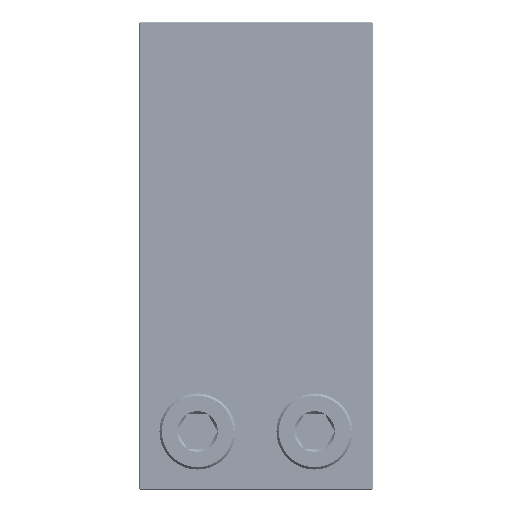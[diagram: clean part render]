
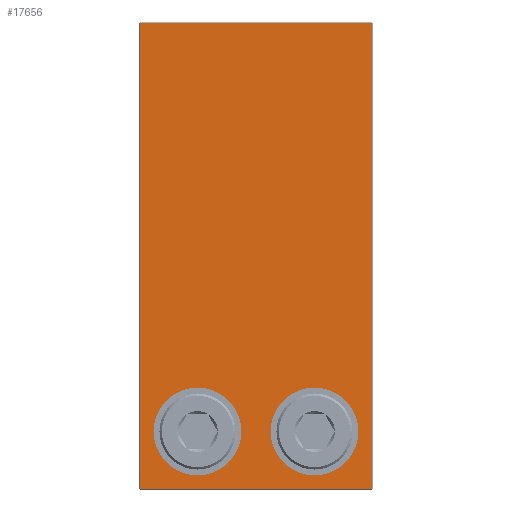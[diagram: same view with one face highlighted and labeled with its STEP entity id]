
A CAD part, left-side view. The second image highlights one B-rep face of the part: STEP entity #17656.
In plain terms, the highlighted planar face has unit normal (-1, 0, 0).
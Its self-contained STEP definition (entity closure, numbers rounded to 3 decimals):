
#115=FACE_BOUND('',#2104,.T.);
#116=FACE_BOUND('',#2105,.T.);
#202=PLANE('',#18747);
#1121=FACE_OUTER_BOUND('',#2103,.T.);
#2103=EDGE_LOOP('',(#15478,#15479,#15480,#15481));
#2104=EDGE_LOOP('',(#15482));
#2105=EDGE_LOOP('',(#15483));
#2264=CIRCLE('',#18591,4.);
#2265=CIRCLE('',#18595,4.);
#4829=LINE('',#72939,#5780);
#4842=LINE('',#72966,#5793);
#4847=LINE('',#72976,#5798);
#4849=LINE('',#72979,#5800);
#5780=VECTOR('',#21559,10.);
#5793=VECTOR('',#21592,10.);
#5798=VECTOR('',#21607,10.);
#5800=VECTOR('',#21611,10.);
#7453=VERTEX_POINT('',#57016);
#7455=VERTEX_POINT('',#57024);
#7520=VERTEX_POINT('',#72850);
#7532=VERTEX_POINT('',#72889);
#7533=VERTEX_POINT('',#72893);
#7543=VERTEX_POINT('',#72932);
#9972=EDGE_CURVE('',#7453,#7453,#2264,.T.);
#9975=EDGE_CURVE('',#7455,#7455,#2265,.T.);
#10180=EDGE_CURVE('',#7543,#7532,#4829,.T.);
#10195=EDGE_CURVE('',#7533,#7543,#4842,.T.);
#10202=EDGE_CURVE('',#7520,#7533,#4847,.T.);
#10204=EDGE_CURVE('',#7532,#7520,#4849,.T.);
#15478=ORIENTED_EDGE('',*,*,#10180,.F.);
#15479=ORIENTED_EDGE('',*,*,#10195,.F.);
#15480=ORIENTED_EDGE('',*,*,#10202,.F.);
#15481=ORIENTED_EDGE('',*,*,#10204,.F.);
#15482=ORIENTED_EDGE('',*,*,#9972,.T.);
#15483=ORIENTED_EDGE('',*,*,#9975,.T.);
#17656=ADVANCED_FACE('',(#1121,#115,#116),#202,.T.);
#18591=AXIS2_PLACEMENT_3D('',#57017,#21219,#21220);
#18595=AXIS2_PLACEMENT_3D('',#57025,#21229,#21230);
#18747=AXIS2_PLACEMENT_3D('',#73020,#21674,#21675);
#21219=DIRECTION('center_axis',(1.,0.,0.));
#21220=DIRECTION('ref_axis',(0.,-1.,0.));
#21229=DIRECTION('center_axis',(1.,0.,0.));
#21230=DIRECTION('ref_axis',(0.,-1.,0.));
#21559=DIRECTION('',(0.,1.,0.));
#21592=DIRECTION('',(0.,0.,-1.));
#21607=DIRECTION('',(0.,-1.,0.));
#21611=DIRECTION('',(0.,0.,1.));
#21674=DIRECTION('center_axis',(-1.,0.,0.));
#21675=DIRECTION('ref_axis',(0.,-1.,0.));
#57016=CARTESIAN_POINT('',(0.,34.,10.));
#57017=CARTESIAN_POINT('Origin',(0.,30.,10.));
#57024=CARTESIAN_POINT('',(0.,14.,10.));
#57025=CARTESIAN_POINT('Origin',(0.,10.,10.));
#72850=CARTESIAN_POINT('',(0.,39.8,79.8));
#72889=CARTESIAN_POINT('',(0.,39.8,0.2));
#72893=CARTESIAN_POINT('',(0.,0.2,79.8));
#72932=CARTESIAN_POINT('',(0.,0.2,0.2));
#72939=CARTESIAN_POINT('',(0.,30.,0.2));
#72966=CARTESIAN_POINT('',(0.,0.2,0.));
#72976=CARTESIAN_POINT('',(0.,30.,79.8));
#72979=CARTESIAN_POINT('',(0.,39.8,0.));
#73020=CARTESIAN_POINT('Origin',(0.,40.,0.));
